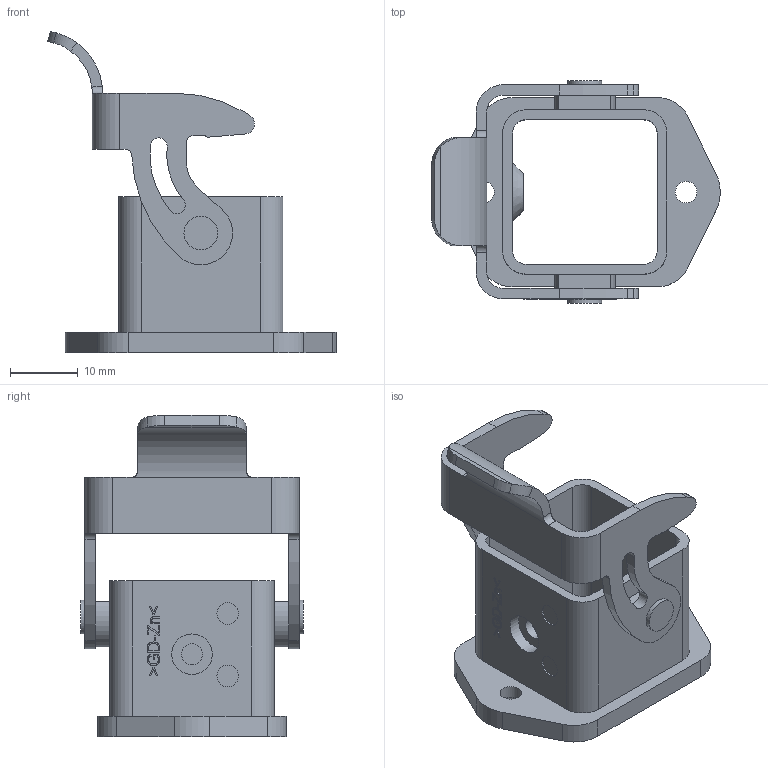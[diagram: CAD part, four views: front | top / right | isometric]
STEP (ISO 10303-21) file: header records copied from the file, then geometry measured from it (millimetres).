
FILE_DESCRIPTION(/* description */ (''),/* implementation_level */ '2;1');
FILE_NAME(/* name */ 'C146_30F003_000_4.stp',/* time_stamp */ '2016-04-13T12:39:38+02:00',/* author */ (''),/* organization */ (''),/* preprocessor_version */ 'ST-DEVELOPER v15',/* originating_system */ 'SIEMENS PLM Software NX 9.0',/* authorisation */ '');
FILE_SCHEMA (('CONFIG_CONTROL_DESIGN'));
Length unit declared in the file: millimetre
Products named in the file (1): c146 10f003 000 4nxm001-02
Bounding box: 42.72 x 33 x 47.57 mm (x, y, z)
Volume: 5847.9 mm3; surface area: 7610.2 mm2
Topology: 1 solids, 1 shells, 398 faces, 1049 edges, 698 vertices
Faces by surface type: plane 232, extrusion 87, cylinder 70, bspline 4, torus 4, cone 1
Full cylindrical faces by diameter (mm): 3.1 x1, 3.2 x4, 3.4 x2, 5 x2, 6 x1
Entity records: 14538 total; most frequent: CARTESIAN_POINT 4889, ORIENTED_EDGE 2070, DIRECTION 1682, EDGE_CURVE 1035, VECTOR 774, VERTEX_POINT 694, LINE 687, EDGE_LOOP 467
